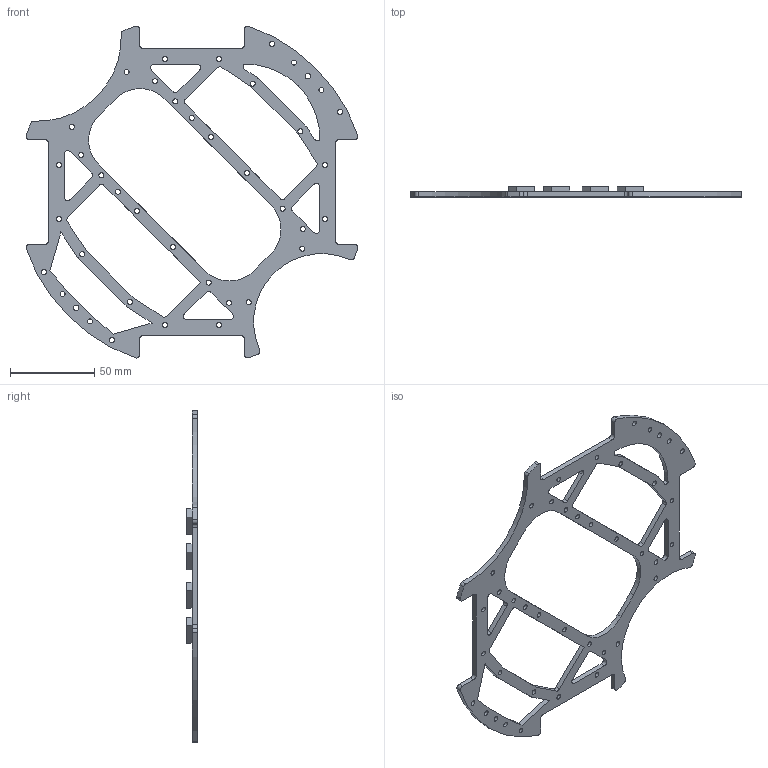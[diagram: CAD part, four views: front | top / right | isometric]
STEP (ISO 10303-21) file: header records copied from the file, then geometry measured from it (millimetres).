
FILE_DESCRIPTION(/* description */ (''),/* implementation_level */ '2;1');
FILE_NAME(/* name */ 'top_v3.stp',/* time_stamp */ '2025-09-24T22:14:30+03:00',/* author */ ('daa'),/* organization */ (''),/* preprocessor_version */ 'ST-DEVELOPER v19',/* originating_system */ 'Autodesk Inventor 2023',/* authorisation */ '');
FILE_SCHEMA (('AUTOMOTIVE_DESIGN { 1 0 10303 214 3 1 1 }'));
Length unit declared in the file: millimetre
Products named in the file (1): top_v2
Bounding box: 197.03 x 6 x 197.03 mm (x, y, z)
Volume: 33691.9 mm3; surface area: 29980.8 mm2
Topology: 1 solids, 1 shells, 185 faces, 545 edges, 362 vertices
Faces by surface type: cylinder 106, plane 79
Full cylindrical faces by diameter (mm): 3 x38, 3.2 x2
Entity records: 6478 total; most frequent: DIRECTION 1129, CARTESIAN_POINT 1093, ORIENTED_EDGE 1090, EDGE_CURVE 545, AXIS2_PLACEMENT_3D 398, VERTEX_POINT 362, LINE 333, VECTOR 333
